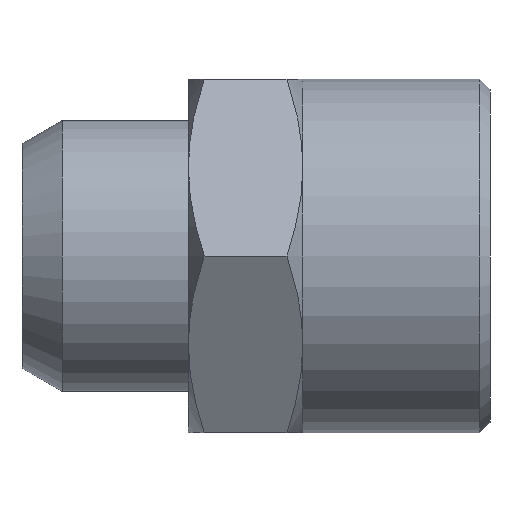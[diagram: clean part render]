
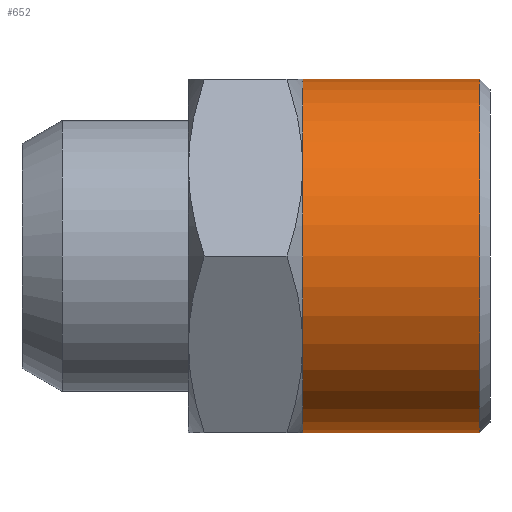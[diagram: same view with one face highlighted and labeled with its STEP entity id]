
A CAD part, left-side view. The second image highlights one B-rep face of the part: STEP entity #652.
In plain terms, the highlighted cylindrical face has radius 8.5 mm (diameter 17 mm), a partial arc.
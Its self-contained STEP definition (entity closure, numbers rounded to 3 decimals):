
#1 = ORIENTED_EDGE ( 'NONE', *, *, #745, .T. ) ;
#8 = AXIS2_PLACEMENT_3D ( 'NONE', #680, #115, #782 ) ;
#13 = EDGE_CURVE ( 'NONE', #131, #71, #321, .T. ) ;
#71 = VERTEX_POINT ( 'NONE', #477 ) ;
#72 = VECTOR ( 'NONE', #391, 1000. ) ;
#86 = EDGE_CURVE ( 'NONE', #131, #619, #948, .T. ) ;
#96 = EDGE_CURVE ( 'NONE', #888, #775, #198, .T. ) ;
#115 = DIRECTION ( 'NONE',  ( 0., -1., 0. ) ) ;
#121 = CIRCLE ( 'NONE', #943, 8.5 ) ;
#123 = AXIS2_PLACEMENT_3D ( 'NONE', #400, #1127, #955 ) ;
#131 = VERTEX_POINT ( 'NONE', #310 ) ;
#133 = CIRCLE ( 'NONE', #897, 8.5 ) ;
#142 = ORIENTED_EDGE ( 'NONE', *, *, #332, .T. ) ;
#181 = CARTESIAN_POINT ( 'NONE',  ( 0., 0.5, 8.5 ) ) ;
#198 = CIRCLE ( 'NONE', #8, 8.5 ) ;
#304 = AXIS2_PLACEMENT_3D ( 'NONE', #591, #966, #1045 ) ;
#309 = CARTESIAN_POINT ( 'NONE',  ( -7.361, 9., 4.25 ) ) ;
#310 = CARTESIAN_POINT ( 'NONE',  ( 0., 0.5, -8.5 ) ) ;
#321 = LINE ( 'NONE', #946, #72 ) ;
#331 = VECTOR ( 'NONE', #670, 1000. ) ;
#332 = EDGE_CURVE ( 'NONE', #619, #888, #1161, .T. ) ;
#391 = DIRECTION ( 'NONE',  ( 0., 1., 0. ) ) ;
#398 = VERTEX_POINT ( 'NONE', #1068 ) ;
#400 = CARTESIAN_POINT ( 'NONE',  ( 0., 0., 0. ) ) ;
#403 = DIRECTION ( 'NONE',  ( 0., 0., 1. ) ) ;
#439 = FACE_OUTER_BOUND ( 'NONE', #937, .T. ) ;
#477 = CARTESIAN_POINT ( 'NONE',  ( 0., 9., -8.5 ) ) ;
#555 = ORIENTED_EDGE ( 'NONE', *, *, #13, .F. ) ;
#579 = CARTESIAN_POINT ( 'NONE',  ( 0., 0., 8.5 ) ) ;
#591 = CARTESIAN_POINT ( 'NONE',  ( 0., 0.5, 0. ) ) ;
#607 = DIRECTION ( 'NONE',  ( 0., 0., 1. ) ) ;
#619 = VERTEX_POINT ( 'NONE', #181 ) ;
#652 = ADVANCED_FACE ( 'NONE', ( #439 ), #1117, .T. ) ;
#670 = DIRECTION ( 'NONE',  ( 0., 1., 0. ) ) ;
#680 = CARTESIAN_POINT ( 'NONE',  ( 0., 9., 0. ) ) ;
#685 = CARTESIAN_POINT ( 'NONE',  ( 0., 9., 0. ) ) ;
#714 = EDGE_CURVE ( 'NONE', #398, #71, #133, .T. ) ;
#745 = EDGE_CURVE ( 'NONE', #775, #398, #121, .T. ) ;
#775 = VERTEX_POINT ( 'NONE', #309 ) ;
#782 = DIRECTION ( 'NONE',  ( -1., 0., 0. ) ) ;
#812 = ORIENTED_EDGE ( 'NONE', *, *, #714, .T. ) ;
#814 = ORIENTED_EDGE ( 'NONE', *, *, #86, .T. ) ;
#888 = VERTEX_POINT ( 'NONE', #988 ) ;
#897 = AXIS2_PLACEMENT_3D ( 'NONE', #975, #965, #403 ) ;
#937 = EDGE_LOOP ( 'NONE', ( #555, #814, #142, #972, #1, #812 ) ) ;
#943 = AXIS2_PLACEMENT_3D ( 'NONE', #685, #1158, #607 ) ;
#946 = CARTESIAN_POINT ( 'NONE',  ( 0., 0., -8.5 ) ) ;
#948 = CIRCLE ( 'NONE', #304, 8.5 ) ;
#955 = DIRECTION ( 'NONE',  ( 0., 0., 1. ) ) ;
#965 = DIRECTION ( 'NONE',  ( 0., -1., 0. ) ) ;
#966 = DIRECTION ( 'NONE',  ( 0., 1., 0. ) ) ;
#972 = ORIENTED_EDGE ( 'NONE', *, *, #96, .T. ) ;
#975 = CARTESIAN_POINT ( 'NONE',  ( 0., 9., 0. ) ) ;
#988 = CARTESIAN_POINT ( 'NONE',  ( 0., 9., 8.5 ) ) ;
#1045 = DIRECTION ( 'NONE',  ( 0., 0., -1. ) ) ;
#1068 = CARTESIAN_POINT ( 'NONE',  ( -7.361, 9., -4.25 ) ) ;
#1117 = CYLINDRICAL_SURFACE ( 'NONE', #123, 8.5 ) ;
#1127 = DIRECTION ( 'NONE',  ( 0., 1., 0. ) ) ;
#1158 = DIRECTION ( 'NONE',  ( 0., -1., 0. ) ) ;
#1161 = LINE ( 'NONE', #579, #331 ) ;
